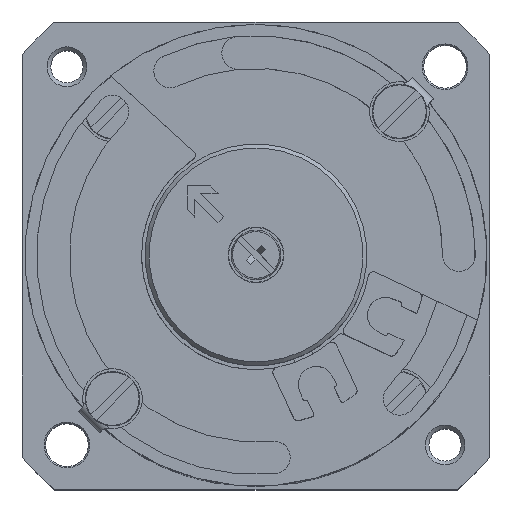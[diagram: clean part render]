
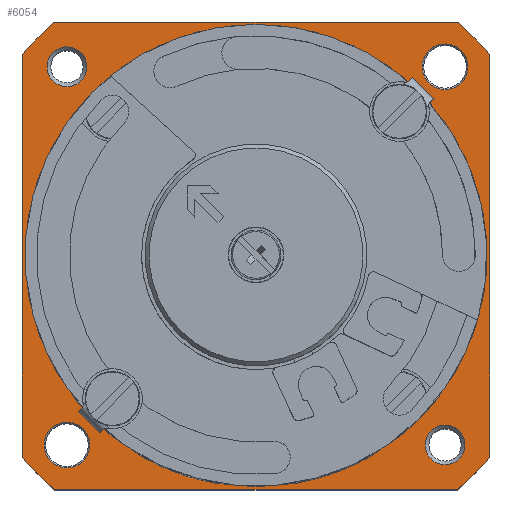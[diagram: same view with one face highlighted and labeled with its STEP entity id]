
A CAD part, top view. The second image highlights one B-rep face of the part: STEP entity #6054.
In plain terms, the highlighted face is planar.
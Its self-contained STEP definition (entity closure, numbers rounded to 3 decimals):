
#388=CIRCLE('',#6548,23.2);
#397=CIRCLE('',#6581,31.);
#401=CIRCLE('',#6587,31.);
#405=CIRCLE('',#6593,31.);
#409=CIRCLE('',#6599,31.);
#410=CIRCLE('',#6601,2.);
#411=CIRCLE('',#6602,2.3);
#412=CIRCLE('',#6603,2.3);
#413=CIRCLE('',#6604,2.);
#836=ORIENTED_EDGE('',*,*,#2492,.F.);
#837=ORIENTED_EDGE('',*,*,#2548,.T.);
#838=ORIENTED_EDGE('',*,*,#2549,.F.);
#839=ORIENTED_EDGE('',*,*,#2550,.T.);
#840=ORIENTED_EDGE('',*,*,#2551,.T.);
#841=ORIENTED_EDGE('',*,*,#2520,.F.);
#842=ORIENTED_EDGE('',*,*,#2547,.F.);
#843=ORIENTED_EDGE('',*,*,#2544,.F.);
#844=ORIENTED_EDGE('',*,*,#2539,.F.);
#845=ORIENTED_EDGE('',*,*,#2536,.F.);
#846=ORIENTED_EDGE('',*,*,#2531,.F.);
#847=ORIENTED_EDGE('',*,*,#2528,.F.);
#848=ORIENTED_EDGE('',*,*,#2523,.F.);
#2492=EDGE_CURVE('',#3349,#3349,#388,.F.);
#2520=EDGE_CURVE('',#3369,#3370,#3935,.T.);
#2523=EDGE_CURVE('',#3370,#3372,#397,.T.);
#2528=EDGE_CURVE('',#3372,#3376,#3939,.T.);
#2531=EDGE_CURVE('',#3376,#3378,#401,.T.);
#2536=EDGE_CURVE('',#3378,#3382,#3943,.T.);
#2539=EDGE_CURVE('',#3382,#3384,#405,.T.);
#2544=EDGE_CURVE('',#3384,#3388,#3947,.T.);
#2547=EDGE_CURVE('',#3388,#3369,#409,.T.);
#2548=EDGE_CURVE('',#3389,#3389,#410,.T.);
#2549=EDGE_CURVE('',#3390,#3390,#411,.T.);
#2550=EDGE_CURVE('',#3391,#3391,#412,.T.);
#2551=EDGE_CURVE('',#3392,#3392,#413,.T.);
#3349=VERTEX_POINT('',#9377);
#3369=VERTEX_POINT('',#9451);
#3370=VERTEX_POINT('',#9453);
#3372=VERTEX_POINT('',#9459);
#3376=VERTEX_POINT('',#9469);
#3378=VERTEX_POINT('',#9475);
#3382=VERTEX_POINT('',#9485);
#3384=VERTEX_POINT('',#9491);
#3388=VERTEX_POINT('',#9501);
#3389=VERTEX_POINT('',#9508);
#3390=VERTEX_POINT('',#9510);
#3391=VERTEX_POINT('',#9512);
#3392=VERTEX_POINT('',#9514);
#3935=LINE('',#9452,#4362);
#3939=LINE('',#9468,#4366);
#3943=LINE('',#9484,#4370);
#3947=LINE('',#9500,#4374);
#4362=VECTOR('',#7426,1000.);
#4366=VECTOR('',#7442,1000.);
#4370=VECTOR('',#7458,1000.);
#4374=VECTOR('',#7474,1000.);
#4827=EDGE_LOOP('',(#836));
#4828=EDGE_LOOP('',(#837));
#4829=EDGE_LOOP('',(#838));
#4830=EDGE_LOOP('',(#839));
#4831=EDGE_LOOP('',(#840));
#4832=EDGE_LOOP('',(#841,#842,#843,#844,#845,#846,#847,#848));
#5363=FACE_BOUND('',#4827,.T.);
#5364=FACE_BOUND('',#4828,.T.);
#5365=FACE_BOUND('',#4829,.T.);
#5366=FACE_BOUND('',#4830,.T.);
#5367=FACE_BOUND('',#4831,.T.);
#5368=FACE_BOUND('',#4832,.T.);
#5859=PLANE('',#6600);
#6054=ADVANCED_FACE('',(#5363,#5364,#5365,#5366,#5367,#5368),#5859,.F.);
#6548=AXIS2_PLACEMENT_3D('',#9376,#7362,#7363);
#6581=AXIS2_PLACEMENT_3D('',#9458,#7432,#7433);
#6587=AXIS2_PLACEMENT_3D('',#9474,#7448,#7449);
#6593=AXIS2_PLACEMENT_3D('',#9490,#7464,#7465);
#6599=AXIS2_PLACEMENT_3D('',#9505,#7480,#7481);
#6600=AXIS2_PLACEMENT_3D('',#9506,#7482,#7483);
#6601=AXIS2_PLACEMENT_3D('',#9507,#7484,#7485);
#6602=AXIS2_PLACEMENT_3D('',#9509,#7486,#7487);
#6603=AXIS2_PLACEMENT_3D('',#9511,#7488,#7489);
#6604=AXIS2_PLACEMENT_3D('',#9513,#7490,#7491);
#7362=DIRECTION('',(1.,0.,0.));
#7363=DIRECTION('',(0.,0.,-1.));
#7426=DIRECTION('',(0.,-1.,0.));
#7432=DIRECTION('',(1.,0.,0.));
#7433=DIRECTION('',(0.,0.,-1.));
#7442=DIRECTION('',(0.,0.,-1.));
#7448=DIRECTION('',(1.,0.,0.));
#7449=DIRECTION('',(0.,0.,-1.));
#7458=DIRECTION('',(0.,1.,0.));
#7464=DIRECTION('',(1.,0.,0.));
#7465=DIRECTION('',(0.,0.,-1.));
#7474=DIRECTION('',(0.,0.,1.));
#7480=DIRECTION('',(1.,0.,0.));
#7481=DIRECTION('',(0.,0.,-1.));
#7482=DIRECTION('',(1.,0.,0.));
#7483=DIRECTION('',(0.,0.,-1.));
#7484=DIRECTION('',(1.,0.,0.));
#7485=DIRECTION('',(0.,0.,-1.));
#7486=DIRECTION('',(-1.,0.,0.));
#7487=DIRECTION('',(0.,0.,1.));
#7488=DIRECTION('',(1.,0.,0.));
#7489=DIRECTION('',(0.,0.,-1.));
#7490=DIRECTION('',(1.,0.,0.));
#7491=DIRECTION('',(0.,0.,-1.));
#9376=CARTESIAN_POINT('',(-14.3,0.,0.));
#9377=CARTESIAN_POINT('',(-14.3,0.,-23.2));
#9451=CARTESIAN_POINT('',(-14.3,20.218,23.5));
#9452=CARTESIAN_POINT('',(-14.3,20.218,23.5));
#9453=CARTESIAN_POINT('',(-14.3,-20.218,23.5));
#9458=CARTESIAN_POINT('',(-14.3,0.,0.));
#9459=CARTESIAN_POINT('',(-14.3,-23.5,20.218));
#9468=CARTESIAN_POINT('',(-14.3,-23.5,20.218));
#9469=CARTESIAN_POINT('',(-14.3,-23.5,-20.218));
#9474=CARTESIAN_POINT('',(-14.3,0.,0.));
#9475=CARTESIAN_POINT('',(-14.3,-20.218,-23.5));
#9484=CARTESIAN_POINT('',(-14.3,-20.218,-23.5));
#9485=CARTESIAN_POINT('',(-14.3,20.218,-23.5));
#9490=CARTESIAN_POINT('',(-14.3,0.,0.));
#9491=CARTESIAN_POINT('',(-14.3,23.5,-20.218));
#9500=CARTESIAN_POINT('',(-14.3,23.5,-20.218));
#9501=CARTESIAN_POINT('',(-14.3,23.5,20.218));
#9505=CARTESIAN_POINT('',(-14.3,0.,0.));
#9506=CARTESIAN_POINT('',(-14.3,0.,0.));
#9507=CARTESIAN_POINT('',(-14.3,19.,-19.));
#9508=CARTESIAN_POINT('',(-14.3,19.,-21.));
#9509=CARTESIAN_POINT('',(-14.3,-19.,-19.));
#9510=CARTESIAN_POINT('',(-14.3,-19.,-16.7));
#9511=CARTESIAN_POINT('',(-14.3,19.,19.));
#9512=CARTESIAN_POINT('',(-14.3,19.,16.7));
#9513=CARTESIAN_POINT('',(-14.3,-19.,19.));
#9514=CARTESIAN_POINT('',(-14.3,-19.,17.));
